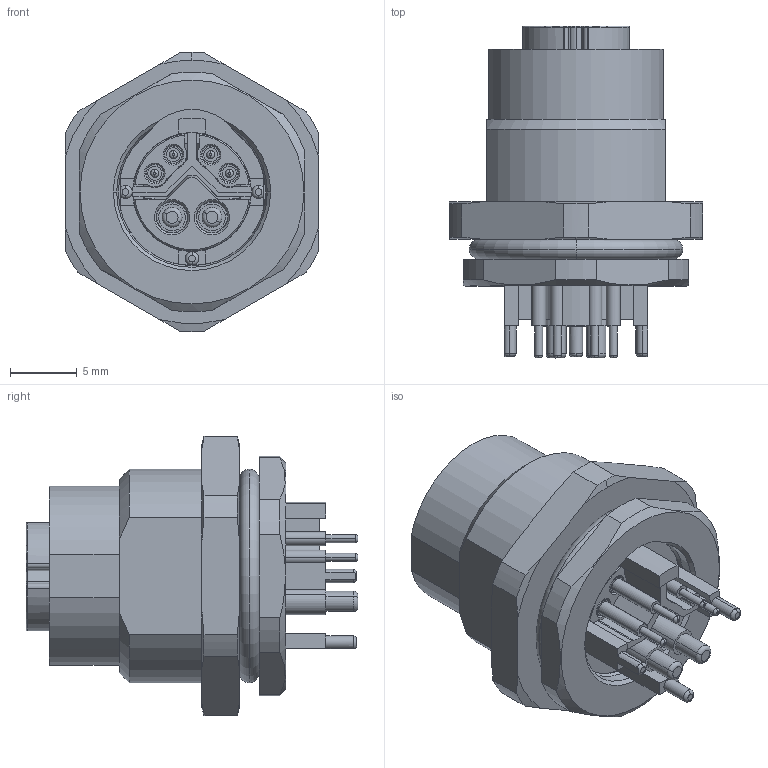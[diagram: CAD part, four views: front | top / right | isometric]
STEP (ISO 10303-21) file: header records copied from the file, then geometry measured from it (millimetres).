
FILE_DESCRIPTION (( 'STEP AP203' ), '1' );
FILE_NAME ('P243.STEP', '2020-05-13T02:05:10', ( 'edpusr' ), ( 'Microsoft' ), 'SwSTEP 2.0', 'SolidWorks 2015', '' );
FILE_SCHEMA (( 'CONFIG_CONTROL_DESIGN' ));
Length unit declared in the file: millimetre
Products named in the file (1): P243
Bounding box: 19 x 24.9 x 20.95 mm (x, y, z)
Volume: 3073.9 mm3; surface area: 5690.5 mm2
Topology: 12 solids, 12 shells, 747 faces, 1895 edges, 1200 vertices
Faces by surface type: plane 288, cylinder 268, cone 125, torus 57, bspline 9
Entity records: 23635 total; most frequent: CARTESIAN_POINT 5228, DIRECTION 4023, ORIENTED_EDGE 3766, EDGE_CURVE 1883, AXIS2_PLACEMENT_3D 1560, VERTEX_POINT 1200, VECTOR 903, LINE 903
